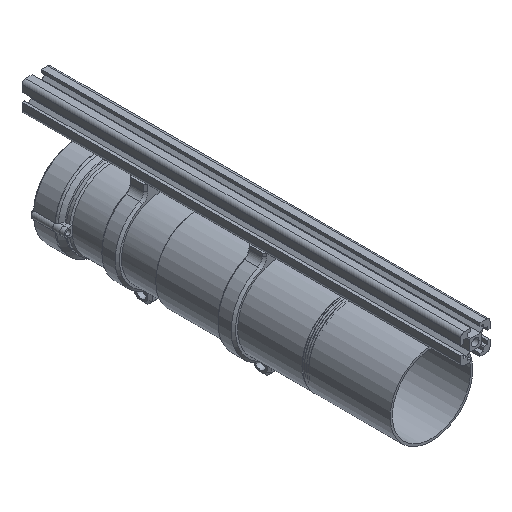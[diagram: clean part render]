
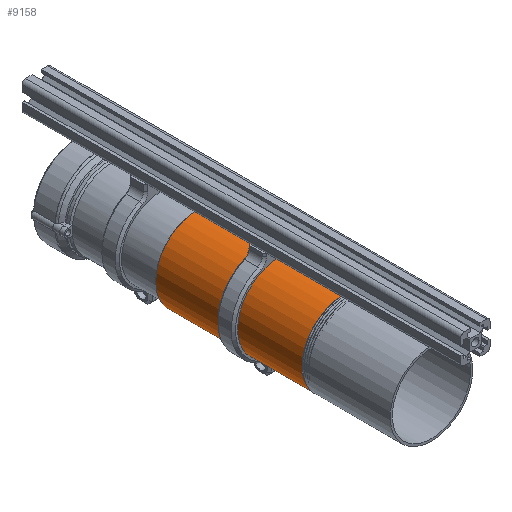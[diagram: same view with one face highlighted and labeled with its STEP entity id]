
A CAD part, isometric view. The second image highlights one B-rep face of the part: STEP entity #9158.
In plain terms, the highlighted cylindrical face has radius 28.25 mm (diameter 56.5 mm), a full revolution.
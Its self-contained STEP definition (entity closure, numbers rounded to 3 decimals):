
#581=FACE_OUTER_BOUND('',#1113,.T.);
#1113=EDGE_LOOP('',(#6499,#6500,#6501,#6502,#6503));
#1665=CIRCLE('',#9792,28.25);
#1666=CIRCLE('',#9793,28.25);
#1678=CIRCLE('',#9817,28.25);
#2282=LINE('',#21361,#3083);
#3083=VECTOR('',#10843,28.25);
#3934=VERTEX_POINT('',#17130);
#3935=VERTEX_POINT('',#17132);
#3952=VERTEX_POINT('',#20327);
#4871=EDGE_CURVE('',#3934,#3935,#1665,.T.);
#4872=EDGE_CURVE('',#3935,#3934,#1666,.T.);
#4906=EDGE_CURVE('',#3952,#3952,#1678,.T.);
#4922=EDGE_CURVE('',#3935,#3952,#2282,.T.);
#6499=ORIENTED_EDGE('',*,*,#4871,.F.);
#6500=ORIENTED_EDGE('',*,*,#4872,.F.);
#6501=ORIENTED_EDGE('',*,*,#4922,.T.);
#6502=ORIENTED_EDGE('',*,*,#4906,.T.);
#6503=ORIENTED_EDGE('',*,*,#4922,.F.);
#8921=CYLINDRICAL_SURFACE('',#9829,28.25);
#9158=ADVANCED_FACE('',(#581),#8921,.T.);
#9792=AXIS2_PLACEMENT_3D('',#17133,#10759,#10760);
#9793=AXIS2_PLACEMENT_3D('',#17134,#10761,#10762);
#9817=AXIS2_PLACEMENT_3D('',#20328,#10815,#10816);
#9829=AXIS2_PLACEMENT_3D('',#21360,#10841,#10842);
#10759=DIRECTION('center_axis',(0.,0.,
-1.));
#10760=DIRECTION('ref_axis',(-0.985,0.174,0.));
#10761=DIRECTION('center_axis',(0.,0.,
-1.));
#10762=DIRECTION('ref_axis',(-0.985,0.174,0.));
#10815=DIRECTION('center_axis',(0.,0.,
-1.));
#10816=DIRECTION('ref_axis',(-0.985,0.174,0.));
#10841=DIRECTION('center_axis',(0.,0.,
-1.));
#10842=DIRECTION('ref_axis',(0.985,-0.174,0.));
#10843=DIRECTION('',(0.,0.,1.));
#17130=CARTESIAN_POINT('',(27.821,106.248,0.5));
#17132=CARTESIAN_POINT('',(-27.821,116.059,0.5));
#17133=CARTESIAN_POINT('Origin',(0.,111.154,
0.5));
#17134=CARTESIAN_POINT('Origin',(0.,111.154,
0.5));
#20327=CARTESIAN_POINT('',(-27.821,116.059,100.5));
#20328=CARTESIAN_POINT('Origin',(0.,111.154,
100.5));
#21360=CARTESIAN_POINT('Origin',(0.,111.154,
55.25));
#21361=CARTESIAN_POINT('',(-27.821,116.059,55.25));
